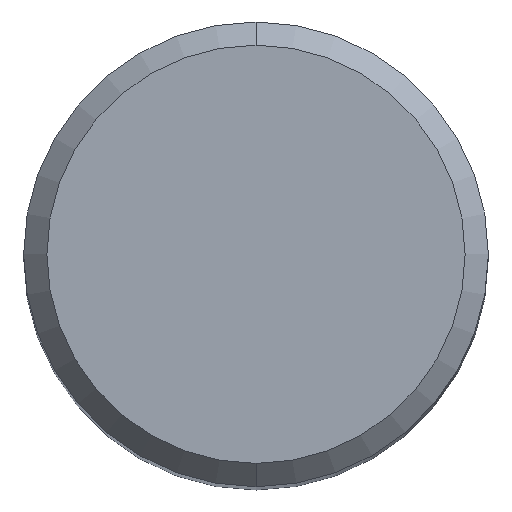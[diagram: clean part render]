
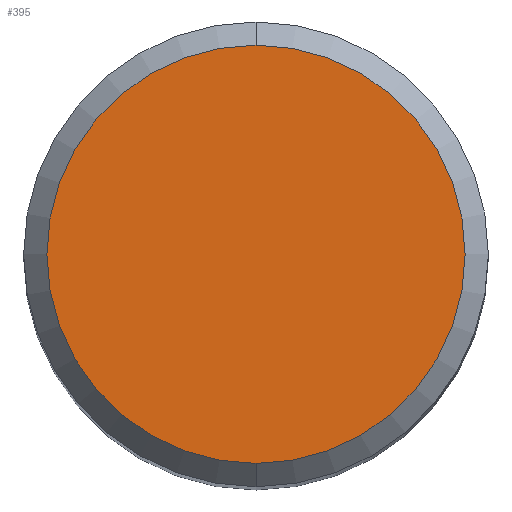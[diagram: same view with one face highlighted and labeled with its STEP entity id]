
A CAD part, top view. The second image highlights one B-rep face of the part: STEP entity #395.
In plain terms, the highlighted planar face has unit normal (0, 0, 1).
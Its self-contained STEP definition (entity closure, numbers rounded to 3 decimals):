
#187=VERTEX_POINT('',#496);
#251=EDGE_CURVE('',#187,#365,#565,.T.);
#313=EDGE_CURVE('',#365,#187,#636,.T.);
#365=VERTEX_POINT('',#694);
#395=ADVANCED_FACE('',(#727),#728,.T.);
#496=CARTESIAN_POINT('',(0.,-5.4,0.0));
#565=CIRCLE('',#1025,5.4);
#636=CIRCLE('',#1157,5.4);
#694=CARTESIAN_POINT('',(0.0,5.4,0.0));
#727=FACE_OUTER_BOUND('',#1336,.T.);
#728=PLANE('',#1337);
#1025=AXIS2_PLACEMENT_3D('',#1600,#1601,#1602);
#1157=AXIS2_PLACEMENT_3D('',#1694,#1695,#1696);
#1336=EDGE_LOOP('',(#1810,#1811));
#1337=AXIS2_PLACEMENT_3D('',#1812,#1813,#1814);
#1600=CARTESIAN_POINT('',(0.0,0.0,0.0));
#1601=DIRECTION('',(0.0,0.0,-1.0));
#1602=DIRECTION('',(0.0,1.0,0.0));
#1694=CARTESIAN_POINT('',(0.0,0.0,0.0));
#1695=DIRECTION('',(0.0,0.0,-1.0));
#1696=DIRECTION('',(0.0,1.0,0.0));
#1810=ORIENTED_EDGE('',*,*,#313,.F.);
#1811=ORIENTED_EDGE('',*,*,#251,.F.);
#1812=CARTESIAN_POINT('',(0.0,2.7,0.0));
#1813=DIRECTION('',(-0.0,0.0,1.0));
#1814=DIRECTION('',(0.0,-1.0,0.0));
